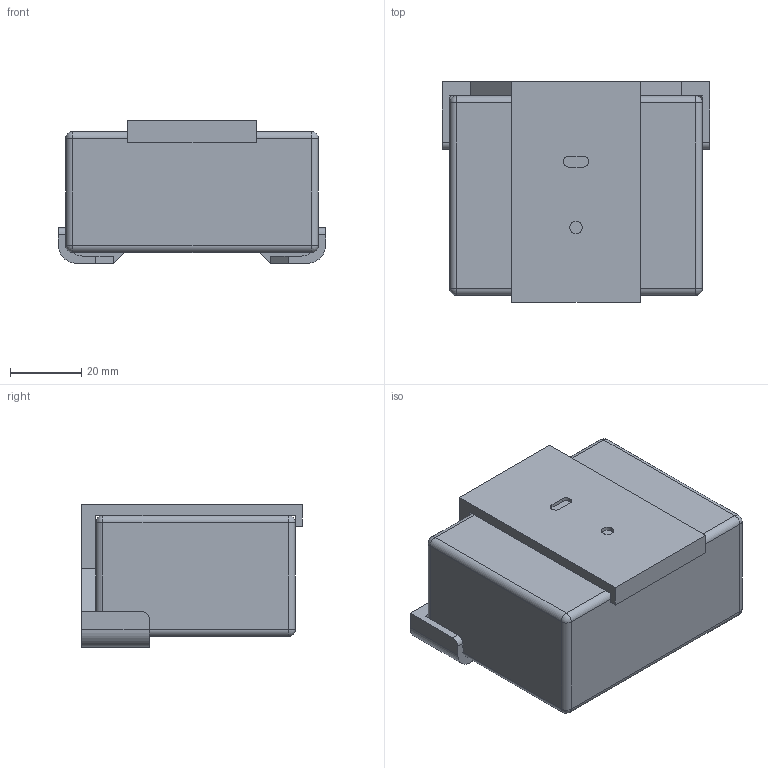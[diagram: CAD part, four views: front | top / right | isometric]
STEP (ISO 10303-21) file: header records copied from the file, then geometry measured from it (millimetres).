
FILE_DESCRIPTION (( 'STEP AP203' ), '1' );
FILE_NAME ('Wyœwietlacz przep³ywomierza z uchwytem.STEP', '2025-09-18T12:46:14', ( '' ), ( '' ), 'SwSTEP 2.0', 'SolidWorks 2018', '' );
FILE_SCHEMA (( 'CONFIG_CONTROL_DESIGN' ));
Length unit declared in the file: millimetre
Products named in the file (3): uchwyt na wyswietlacz; Wyœwietlacz przep³ywomierza; Wyœwietlacz przep³ywomierza z uchwytem
Assembly tree (2 placements, depth 2):
  Wyœwietlacz przep³ywomierza z uchwytem
    Wyœwietlacz przep³ywomierza
    uchwyt na wyswietlacz
Bounding box: 75 x 62 x 40 mm (x, y, z)
Volume: 144321.6 mm3; surface area: 26083.8 mm2
Topology: 2 solids, 2 shells, 91 faces, 231 edges, 140 vertices
Faces by surface type: plane 56, cylinder 27, sphere 8
Entity records: 2956 total; most frequent: DIRECTION 469, CARTESIAN_POINT 459, ORIENTED_EDGE 446, EDGE_CURVE 223, VECTOR 169, LINE 169, AXIS2_PLACEMENT_3D 150, VERTEX_POINT 140
